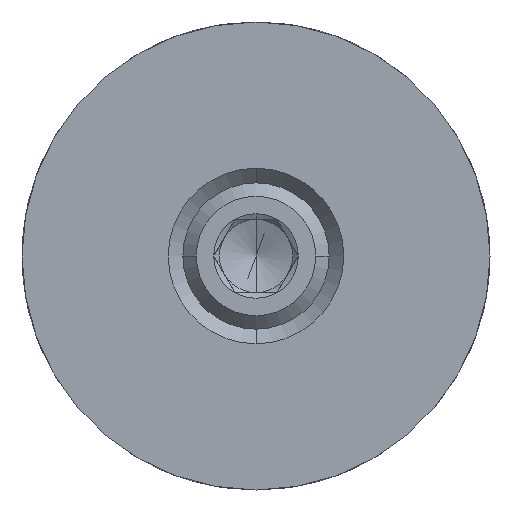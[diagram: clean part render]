
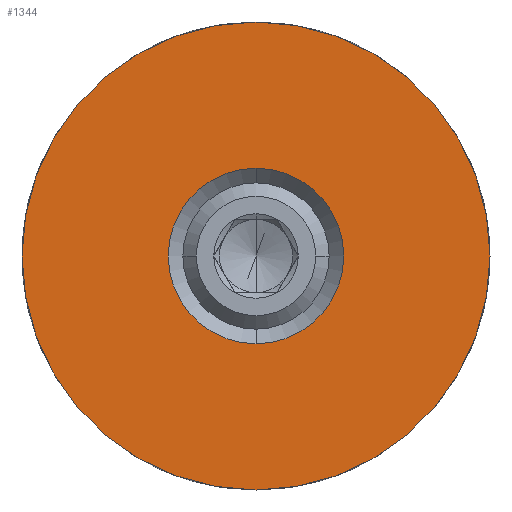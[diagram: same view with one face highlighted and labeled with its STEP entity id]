
A CAD part, front view. The second image highlights one B-rep face of the part: STEP entity #1344.
In plain terms, the highlighted planar face has unit normal (0, -1, 0).
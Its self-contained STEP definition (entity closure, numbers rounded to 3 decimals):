
#27 = VERTEX_POINT ( 'NONE', #1784 ) ;
#97 = DIRECTION ( 'NONE',  ( 0., 0., -1. ) ) ;
#134 = EDGE_LOOP ( 'NONE', ( #1639, #225 ) ) ;
#171 = FACE_BOUND ( 'NONE', #595, .T. ) ;
#225 = ORIENTED_EDGE ( 'NONE', *, *, #832, .T. ) ;
#270 = ORIENTED_EDGE ( 'NONE', *, *, #907, .F. ) ;
#277 = ORIENTED_EDGE ( 'NONE', *, *, #1403, .F. ) ;
#400 = DIRECTION ( 'NONE',  ( 0., 0., -1. ) ) ;
#595 = EDGE_LOOP ( 'NONE', ( #277, #270 ) ) ;
#653 = AXIS2_PLACEMENT_3D ( 'NONE', #1675, #764, #400 ) ;
#656 = EDGE_CURVE ( 'NONE', #1922, #1052, #1497, .T. ) ;
#677 = DIRECTION ( 'NONE',  ( 0., 0., 1. ) ) ;
#757 = AXIS2_PLACEMENT_3D ( 'NONE', #834, #1581, #677 ) ;
#764 = DIRECTION ( 'NONE',  ( 0., -1., 0. ) ) ;
#832 = EDGE_CURVE ( 'NONE', #1052, #1922, #2321, .T. ) ;
#834 = CARTESIAN_POINT ( 'NONE',  ( -16., 0., 0. ) ) ;
#907 = EDGE_CURVE ( 'NONE', #27, #2117, #1916, .T. ) ;
#916 = AXIS2_PLACEMENT_3D ( 'NONE', #2053, #1518, #97 ) ;
#1052 = VERTEX_POINT ( 'NONE', #1989 ) ;
#1101 = DIRECTION ( 'NONE',  ( 0., 0., -1. ) ) ;
#1193 = AXIS2_PLACEMENT_3D ( 'NONE', #2276, #1230, #2096 ) ;
#1230 = DIRECTION ( 'NONE',  ( 0., -1., 0. ) ) ;
#1344 = ADVANCED_FACE ( 'NONE', ( #171, #1632 ), #2335, .F. ) ;
#1403 = EDGE_CURVE ( 'NONE', #2117, #27, #1681, .T. ) ;
#1485 = CARTESIAN_POINT ( 'NONE',  ( 0., 0., -6. ) ) ;
#1497 = CIRCLE ( 'NONE', #916, 16. ) ;
#1518 = DIRECTION ( 'NONE',  ( 0., -1., 0. ) ) ;
#1581 = DIRECTION ( 'NONE',  ( 0., 1., 0. ) ) ;
#1632 = FACE_OUTER_BOUND ( 'NONE', #134, .T. ) ;
#1639 = ORIENTED_EDGE ( 'NONE', *, *, #656, .T. ) ;
#1671 = DIRECTION ( 'NONE',  ( 0., -1., 0. ) ) ;
#1675 = CARTESIAN_POINT ( 'NONE',  ( 0., 0., 0. ) ) ;
#1681 = CIRCLE ( 'NONE', #653, 6. ) ;
#1784 = CARTESIAN_POINT ( 'NONE',  ( 0., 0., 6. ) ) ;
#1802 = AXIS2_PLACEMENT_3D ( 'NONE', #1948, #1671, #1101 ) ;
#1916 = CIRCLE ( 'NONE', #1193, 6. ) ;
#1922 = VERTEX_POINT ( 'NONE', #2221 ) ;
#1948 = CARTESIAN_POINT ( 'NONE',  ( 0., 0., 0. ) ) ;
#1989 = CARTESIAN_POINT ( 'NONE',  ( 0., 0., 16. ) ) ;
#2053 = CARTESIAN_POINT ( 'NONE',  ( 0., 0., 0. ) ) ;
#2096 = DIRECTION ( 'NONE',  ( 0., 0., -1. ) ) ;
#2117 = VERTEX_POINT ( 'NONE', #1485 ) ;
#2221 = CARTESIAN_POINT ( 'NONE',  ( 0., 0., -16. ) ) ;
#2276 = CARTESIAN_POINT ( 'NONE',  ( 0., 0., 0. ) ) ;
#2321 = CIRCLE ( 'NONE', #1802, 16. ) ;
#2335 = PLANE ( 'NONE',  #757 ) ;
